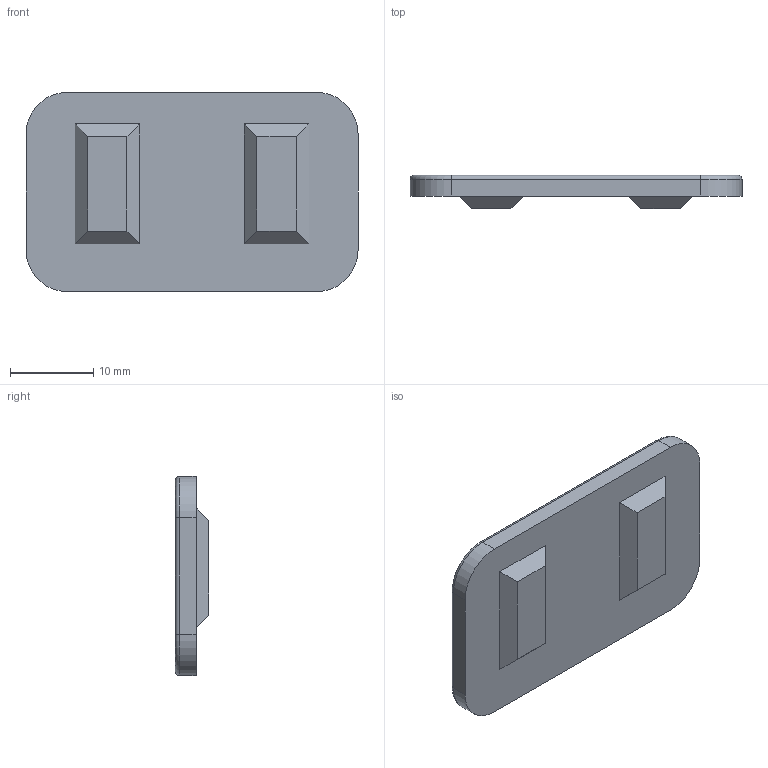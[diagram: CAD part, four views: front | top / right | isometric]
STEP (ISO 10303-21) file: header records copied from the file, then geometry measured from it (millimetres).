
FILE_DESCRIPTION(/* description */ (''),/* implementation_level */ '2;1');
FILE_NAME(/* name */ 'RAMBO_box_spacer.step',/* time_stamp */ '2021-05-15T11:19:34+02:00',/* author */ (''),/* organization */ (''),/* preprocessor_version */ 'ST-DEVELOPER v18.1',/* originating_system */ 'Autodesk Translation Framework v10.6.0.1341',/* authorisation */ '');
FILE_SCHEMA (('AUTOMOTIVE_DESIGN { 1 0 10303 214 3 1 1 }'));
Length unit declared in the file: millimetre
Products named in the file (1): RAMBO_box_spacer
Bounding box: 40 x 4 x 24 mm (x, y, z)
Volume: 2444.7 mm3; surface area: 2501.2 mm2
Topology: 1 solids, 1 shells, 337 faces, 916 edges, 608 vertices
Faces by surface type: bspline 173, plane 152, cylinder 8, torus 4
Entity records: 12176 total; most frequent: CARTESIAN_POINT 4803, ORIENTED_EDGE 1832, DIRECTION 920, EDGE_CURVE 916, VERTEX_POINT 608, LINE 550, VECTOR 550, EDGE_LOOP 364
